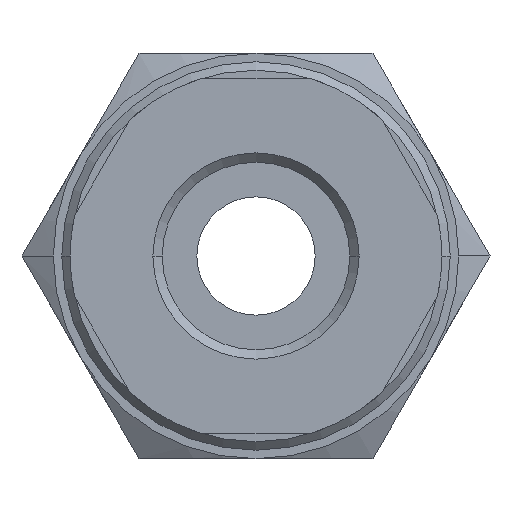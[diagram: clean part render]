
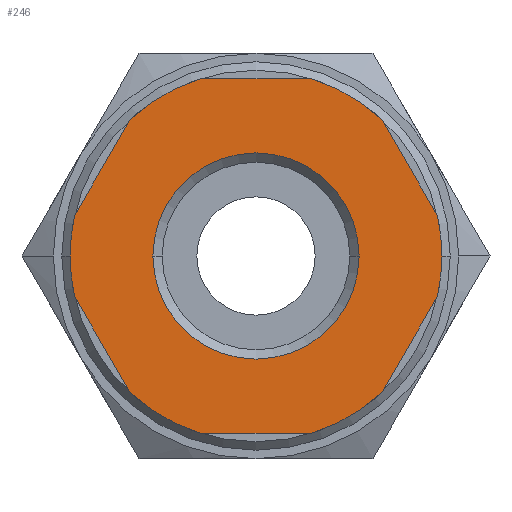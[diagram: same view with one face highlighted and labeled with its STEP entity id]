
A CAD part, front view. The second image highlights one B-rep face of the part: STEP entity #246.
In plain terms, the highlighted planar face has unit normal (0, -1, 0).
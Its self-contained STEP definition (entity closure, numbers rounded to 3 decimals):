
#246=ADVANCED_FACE('',(#495,#496),#497,.T.);
#495=FACE_BOUND('',#738,.T.);
#496=FACE_OUTER_BOUND('',#739,.T.);
#497=PLANE('',#740);
#738=EDGE_LOOP('',(#1353,#1354));
#739=EDGE_LOOP('',(#1355,#1356,#1357,#1358,#1359,#1360,#1361,#1362,#1363,#1364,#1365,#1366,#1367,#1368));
#740=AXIS2_PLACEMENT_3D('',#1369,#1370,#1371);
#1353=ORIENTED_EDGE('',*,*,#1536,.T.);
#1354=ORIENTED_EDGE('',*,*,#1599,.T.);
#1355=ORIENTED_EDGE('',*,*,#1469,.T.);
#1356=ORIENTED_EDGE('',*,*,#1629,.F.);
#1357=ORIENTED_EDGE('',*,*,#1547,.T.);
#1358=ORIENTED_EDGE('',*,*,#1572,.F.);
#1359=ORIENTED_EDGE('',*,*,#1426,.T.);
#1360=ORIENTED_EDGE('',*,*,#1436,.F.);
#1361=ORIENTED_EDGE('',*,*,#1623,.F.);
#1362=ORIENTED_EDGE('',*,*,#1619,.T.);
#1363=ORIENTED_EDGE('',*,*,#1602,.F.);
#1364=ORIENTED_EDGE('',*,*,#1414,.T.);
#1365=ORIENTED_EDGE('',*,*,#1528,.F.);
#1366=ORIENTED_EDGE('',*,*,#1431,.T.);
#1367=ORIENTED_EDGE('',*,*,#1487,.F.);
#1368=ORIENTED_EDGE('',*,*,#1574,.F.);
#1369=CARTESIAN_POINT('',(5.5,0.0,0.0));
#1370=DIRECTION('',(-0.0,-1.0,-0.0));
#1371=DIRECTION('',(-1.0,0.0,0.0));
#1414=EDGE_CURVE('',#1680,#1677,#1681,.T.);
#1426=EDGE_CURVE('',#1699,#1696,#1700,.T.);
#1431=EDGE_CURVE('',#1708,#1705,#1709,.T.);
#1436=EDGE_CURVE('',#1714,#1696,#1717,.T.);
#1469=EDGE_CURVE('',#1769,#1767,#1770,.T.);
#1487=EDGE_CURVE('',#1790,#1705,#1792,.T.);
#1528=EDGE_CURVE('',#1708,#1677,#1854,.T.);
#1536=EDGE_CURVE('',#1865,#1863,#1866,.T.);
#1547=EDGE_CURVE('',#1879,#1877,#1880,.T.);
#1572=EDGE_CURVE('',#1699,#1877,#1912,.T.);
#1574=EDGE_CURVE('',#1769,#1790,#1914,.T.);
#1599=EDGE_CURVE('',#1863,#1865,#1941,.T.);
#1602=EDGE_CURVE('',#1680,#1943,#1945,.T.);
#1619=EDGE_CURVE('',#1962,#1943,#1963,.T.);
#1623=EDGE_CURVE('',#1962,#1714,#1967,.T.);
#1629=EDGE_CURVE('',#1879,#1767,#1973,.T.);
#1677=VERTEX_POINT('',#2057);
#1680=VERTEX_POINT('',#2061);
#1681=LINE('',#2062,#2063);
#1696=VERTEX_POINT('',#2094);
#1699=VERTEX_POINT('',#2098);
#1700=LINE('',#2099,#2100);
#1705=VERTEX_POINT('',#2107);
#1708=VERTEX_POINT('',#2111);
#1709=LINE('',#2112,#2113);
#1714=VERTEX_POINT('',#2120);
#1717=CIRCLE('',#2124,11.0);
#1767=VERTEX_POINT('',#2213);
#1769=VERTEX_POINT('',#2216);
#1770=LINE('',#2217,#2218);
#1790=VERTEX_POINT('',#2287);
#1792=CIRCLE('',#2290,11.0);
#1854=CIRCLE('',#2386,11.0);
#1863=VERTEX_POINT('',#2397);
#1865=VERTEX_POINT('',#2400);
#1866=CIRCLE('',#2401,6.105);
#1877=VERTEX_POINT('',#2436);
#1879=VERTEX_POINT('',#2439);
#1880=LINE('',#2440,#2441);
#1912=CIRCLE('',#2524,11.0);
#1914=CIRCLE('',#2526,11.0);
#1941=CIRCLE('',#2603,6.105);
#1943=VERTEX_POINT('',#2605);
#1945=CIRCLE('',#2608,11.0);
#1962=VERTEX_POINT('',#2636);
#1963=LINE('',#2637,#2638);
#1967=CIRCLE('',#2643,11.0);
#1973=CIRCLE('',#2649,11.0);
#2057=CARTESIAN_POINT('',(-3.279,0.0,10.5));
#2061=CARTESIAN_POINT('',(3.279,0.0,10.5));
#2062=CARTESIAN_POINT('',(2.75,0.0,10.5));
#2063=VECTOR('',#2698,1.0);
#2094=CARTESIAN_POINT('',(10.733,0.0,-2.411));
#2098=CARTESIAN_POINT('',(7.454,0.0,-8.089));
#2099=CARTESIAN_POINT('',(9.781,0.0,-4.059));
#2100=VECTOR('',#2708,1.0);
#2107=CARTESIAN_POINT('',(-10.733,0.0,2.411));
#2111=CARTESIAN_POINT('',(-7.454,0.0,8.089));
#2112=CARTESIAN_POINT('',(-8.406,0.0,6.441));
#2113=VECTOR('',#2712,1.0);
#2120=CARTESIAN_POINT('',(11.0,0.0,0.));
#2124=AXIS2_PLACEMENT_3D('',#2716,#2717,#2718);
#2213=CARTESIAN_POINT('',(-7.454,0.0,-8.089));
#2216=CARTESIAN_POINT('',(-10.733,0.0,-2.411));
#2217=CARTESIAN_POINT('',(-8.406,0.0,-6.441));
#2218=VECTOR('',#2774,1.0);
#2287=CARTESIAN_POINT('',(-11.0,0.0,0.));
#2290=AXIS2_PLACEMENT_3D('',#2787,#2788,#2789);
#2386=AXIS2_PLACEMENT_3D('',#2850,#2851,#2852);
#2397=CARTESIAN_POINT('',(6.105,0.0,0.));
#2400=CARTESIAN_POINT('',(-6.105,0.0,0.));
#2401=AXIS2_PLACEMENT_3D('',#2862,#2863,#2864);
#2436=CARTESIAN_POINT('',(3.279,0.0,-10.5));
#2439=CARTESIAN_POINT('',(-3.279,0.0,-10.5));
#2440=CARTESIAN_POINT('',(2.75,0.0,-10.5));
#2441=VECTOR('',#2871,1.0);
#2524=AXIS2_PLACEMENT_3D('',#2894,#2895,#2896);
#2526=AXIS2_PLACEMENT_3D('',#2897,#2898,#2899);
#2603=AXIS2_PLACEMENT_3D('',#2918,#2919,#2920);
#2605=CARTESIAN_POINT('',(7.454,0.0,8.089));
#2608=AXIS2_PLACEMENT_3D('',#2922,#2923,#2924);
#2636=CARTESIAN_POINT('',(10.733,0.0,2.411));
#2637=CARTESIAN_POINT('',(9.781,0.0,4.059));
#2638=VECTOR('',#2937,1.0);
#2643=AXIS2_PLACEMENT_3D('',#2939,#2940,#2941);
#2649=AXIS2_PLACEMENT_3D('',#2945,#2946,#2947);
#2698=DIRECTION('',(-1.0,0.0,0.));
#2708=DIRECTION('',(0.5,-0.0,0.866));
#2712=DIRECTION('',(-0.5,0.0,-0.866));
#2716=CARTESIAN_POINT('',(0.0,0.0,0.0));
#2717=DIRECTION('',(-0.0,1.0,0.0));
#2718=DIRECTION('',(1.0,0.0,0.0));
#2774=DIRECTION('',(0.5,0.0,-0.866));
#2787=CARTESIAN_POINT('',(0.0,0.0,0.0));
#2788=DIRECTION('',(-0.0,1.0,0.0));
#2789=DIRECTION('',(1.0,0.0,0.0));
#2850=CARTESIAN_POINT('',(0.0,0.0,0.0));
#2851=DIRECTION('',(-0.0,1.0,0.0));
#2852=DIRECTION('',(1.0,0.0,0.0));
#2862=CARTESIAN_POINT('',(0.0,0.0,0.0));
#2863=DIRECTION('',(-0.0,1.0,0.0));
#2864=DIRECTION('',(1.0,0.0,0.0));
#2871=DIRECTION('',(1.0,-0.0,0.0));
#2894=CARTESIAN_POINT('',(0.0,0.0,0.0));
#2895=DIRECTION('',(-0.0,1.0,0.0));
#2896=DIRECTION('',(1.0,0.0,0.0));
#2897=CARTESIAN_POINT('',(0.0,0.0,0.0));
#2898=DIRECTION('',(-0.0,1.0,0.0));
#2899=DIRECTION('',(1.0,0.0,0.0));
#2918=CARTESIAN_POINT('',(0.0,0.0,0.0));
#2919=DIRECTION('',(-0.0,1.0,0.0));
#2920=DIRECTION('',(1.0,0.0,0.0));
#2922=CARTESIAN_POINT('',(0.0,0.0,0.0));
#2923=DIRECTION('',(-0.0,1.0,0.0));
#2924=DIRECTION('',(1.0,0.0,0.0));
#2937=DIRECTION('',(-0.5,0.0,0.866));
#2939=CARTESIAN_POINT('',(0.0,0.0,0.0));
#2940=DIRECTION('',(-0.0,1.0,0.0));
#2941=DIRECTION('',(1.0,0.0,0.0));
#2945=CARTESIAN_POINT('',(0.0,0.0,0.0));
#2946=DIRECTION('',(-0.0,1.0,0.0));
#2947=DIRECTION('',(1.0,0.0,0.0));
